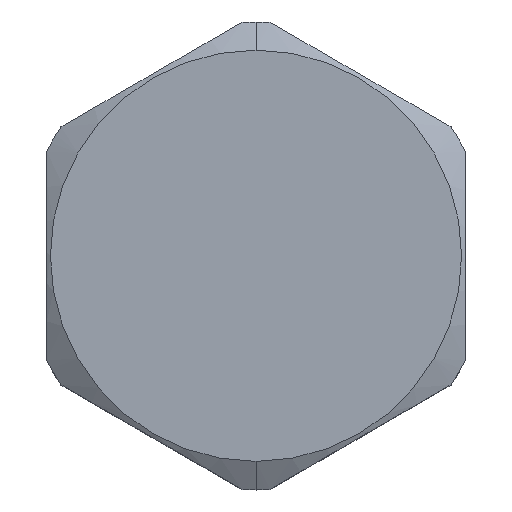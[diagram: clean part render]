
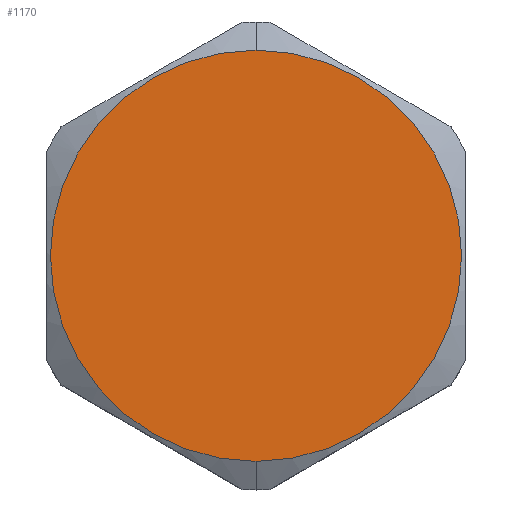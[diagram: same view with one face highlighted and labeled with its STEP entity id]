
A CAD part, top view. The second image highlights one B-rep face of the part: STEP entity #1170.
In plain terms, the highlighted planar face has unit normal (0, 0, 1).
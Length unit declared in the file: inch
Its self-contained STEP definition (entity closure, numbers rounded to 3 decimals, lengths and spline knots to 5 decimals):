
#266=CARTESIAN_POINT('',(0.,0.,0.75));
#267=DIRECTION('',(0.,0.,1.));
#268=DIRECTION('',(0.,-1.,0.));
#269=AXIS2_PLACEMENT_3D('',#266,#267,#268);
#271=CARTESIAN_POINT('',(0.,0.,0.75));
#272=DIRECTION('',(0.,0.,1.));
#273=DIRECTION('',(0.,1.,0.));
#274=AXIS2_PLACEMENT_3D('',#271,#272,#273);
#761=CARTESIAN_POINT('',(0.,-0.43,0.75));
#762=CARTESIAN_POINT('',(0.,0.43,0.75));
#763=VERTEX_POINT('',#761);
#764=VERTEX_POINT('',#762);
#1161=CARTESIAN_POINT('',(0.,0.,0.75));
#1162=DIRECTION('',(0.,0.,1.));
#1163=DIRECTION('',(0.,1.,0.));
#1164=AXIS2_PLACEMENT_3D('',#1161,#1162,#1163);
#1165=PLANE('',#1164);
#1166=ORIENTED_EDGE('',*,*,#1124,.F.);
#1167=ORIENTED_EDGE('',*,*,#1150,.F.);
#1168=EDGE_LOOP('',(#1166,#1167));
#1169=FACE_OUTER_BOUND('',#1168,.F.);
#1170=ADVANCED_FACE('',(#1169),#1165,.T.);
#270=CIRCLE('',#269,0.43);
#275=CIRCLE('',#274,0.43);
#1124=EDGE_CURVE('',#763,#764,#270,.T.);
#1150=EDGE_CURVE('',#764,#763,#275,.T.);
